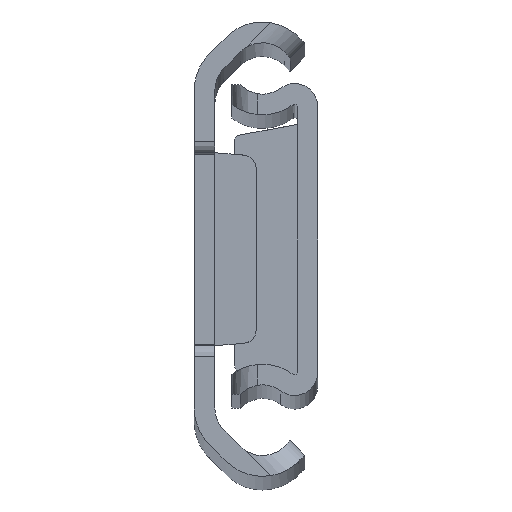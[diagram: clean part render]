
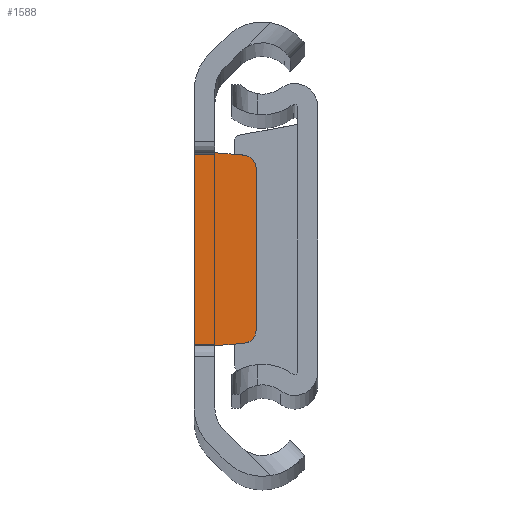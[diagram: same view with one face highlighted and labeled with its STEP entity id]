
A CAD part, top view. The second image highlights one B-rep face of the part: STEP entity #1588.
In plain terms, the highlighted planar face has unit normal (0, 0, 1).
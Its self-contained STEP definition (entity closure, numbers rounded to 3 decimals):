
#57 = DIRECTION ( 'NONE',  ( -1., 0., 0. ) ) ;
#81 = CARTESIAN_POINT ( 'NONE',  ( 3.884, 7.307, -2.2 ) ) ;
#137 = CARTESIAN_POINT ( 'NONE',  ( 0., -7.5, -2.2 ) ) ;
#187 = VERTEX_POINT ( 'NONE', #428 ) ;
#203 = EDGE_CURVE ( 'NONE', #1059, #5021, #2599, .T. ) ;
#243 = EDGE_CURVE ( 'NONE', #4654, #187, #3995, .T. ) ;
#280 = AXIS2_PLACEMENT_3D ( 'NONE', #4686, #764, #2746 ) ;
#422 = ORIENTED_EDGE ( 'NONE', *, *, #4951, .T. ) ;
#428 = CARTESIAN_POINT ( 'NONE',  ( 4.8, -6.311, -2.2 ) ) ;
#481 = LINE ( 'NONE', #2020, #679 ) ;
#668 = DIRECTION ( 'NONE',  ( 0., 1., 0. ) ) ;
#679 = VECTOR ( 'NONE', #57, 1000. ) ;
#733 = VECTOR ( 'NONE', #3662, 1000. ) ;
#764 = DIRECTION ( 'NONE',  ( 0., 0., 1. ) ) ;
#847 = CARTESIAN_POINT ( 'NONE',  ( 3.884, -7.307, -2.2 ) ) ;
#934 = CARTESIAN_POINT ( 'NONE',  ( 0., 7.5, -2.2 ) ) ;
#1059 = VERTEX_POINT ( 'NONE', #2596 ) ;
#1093 = DIRECTION ( 'NONE',  ( 0., -1., 0. ) ) ;
#1115 = VECTOR ( 'NONE', #3232, 1000. ) ;
#1120 = ORIENTED_EDGE ( 'NONE', *, *, #2116, .F. ) ;
#1154 = AXIS2_PLACEMENT_3D ( 'NONE', #4643, #2730, #3144 ) ;
#1490 = LINE ( 'NONE', #2992, #2476 ) ;
#1529 = CARTESIAN_POINT ( 'NONE',  ( 8.601, -7.5, -2.2 ) ) ;
#1581 = DIRECTION ( 'NONE',  ( -1., 0., 0. ) ) ;
#1588 = ADVANCED_FACE ( 'NONE', ( #4604 ), #3839, .T. ) ;
#1675 = CARTESIAN_POINT ( 'NONE',  ( 4.8, -7.23, -2.2 ) ) ;
#1836 = VECTOR ( 'NONE', #1916, 1000. ) ;
#1911 = ORIENTED_EDGE ( 'NONE', *, *, #3170, .F. ) ;
#1916 = DIRECTION ( 'NONE',  ( -0.996, 0.084, 0. ) ) ;
#2020 = CARTESIAN_POINT ( 'NONE',  ( 8.601, 7.5, -2.2 ) ) ;
#2056 = ORIENTED_EDGE ( 'NONE', *, *, #4991, .T. ) ;
#2116 = EDGE_CURVE ( 'NONE', #4669, #5004, #3169, .T. ) ;
#2257 = AXIS2_PLACEMENT_3D ( 'NONE', #4592, #2647, #1093 ) ;
#2288 = CARTESIAN_POINT ( 'NONE',  ( 1.6, 7.5, -2.2 ) ) ;
#2290 = EDGE_CURVE ( 'NONE', #3368, #5004, #481, .T. ) ;
#2387 = LINE ( 'NONE', #1529, #4927 ) ;
#2419 = CARTESIAN_POINT ( 'NONE',  ( 1.6, -7.5, -2.2 ) ) ;
#2476 = VECTOR ( 'NONE', #668, 1000. ) ;
#2491 = ORIENTED_EDGE ( 'NONE', *, *, #2290, .T. ) ;
#2596 = CARTESIAN_POINT ( 'NONE',  ( 4.8, 6.311, -2.2 ) ) ;
#2599 = CIRCLE ( 'NONE', #2257, 1. ) ;
#2647 = DIRECTION ( 'NONE',  ( 0., 0., 1. ) ) ;
#2730 = DIRECTION ( 'NONE',  ( 0., 0., 1. ) ) ;
#2746 = DIRECTION ( 'NONE',  ( 0., -1., 0. ) ) ;
#2992 = CARTESIAN_POINT ( 'NONE',  ( 4.8, 7.23, -2.2 ) ) ;
#3032 = LINE ( 'NONE', #2288, #1836 ) ;
#3144 = DIRECTION ( 'NONE',  ( 0., -1., 0. ) ) ;
#3169 = LINE ( 'NONE', #934, #733 ) ;
#3170 = EDGE_CURVE ( 'NONE', #5012, #4669, #2387, .T. ) ;
#3191 = ORIENTED_EDGE ( 'NONE', *, *, #203, .T. ) ;
#3232 = DIRECTION ( 'NONE',  ( 0.996, 0.084, 0. ) ) ;
#3368 = VERTEX_POINT ( 'NONE', #4058 ) ;
#3586 = CARTESIAN_POINT ( 'NONE',  ( 0., 7.5, -2.2 ) ) ;
#3662 = DIRECTION ( 'NONE',  ( 0., 1., 0. ) ) ;
#3839 = PLANE ( 'NONE',  #280 ) ;
#3983 = EDGE_CURVE ( 'NONE', #187, #1059, #1490, .T. ) ;
#3994 = ORIENTED_EDGE ( 'NONE', *, *, #3983, .T. ) ;
#3995 = CIRCLE ( 'NONE', #1154, 1. ) ;
#4016 = LINE ( 'NONE', #1675, #1115 ) ;
#4058 = CARTESIAN_POINT ( 'NONE',  ( 1.6, 7.5, -2.2 ) ) ;
#4578 = ORIENTED_EDGE ( 'NONE', *, *, #243, .T. ) ;
#4592 = CARTESIAN_POINT ( 'NONE',  ( 3.8, 6.311, -2.2 ) ) ;
#4604 = FACE_OUTER_BOUND ( 'NONE', #4940, .T. ) ;
#4643 = CARTESIAN_POINT ( 'NONE',  ( 3.8, -6.311, -2.2 ) ) ;
#4654 = VERTEX_POINT ( 'NONE', #847 ) ;
#4669 = VERTEX_POINT ( 'NONE', #137 ) ;
#4686 = CARTESIAN_POINT ( 'NONE',  ( 8.601, 7.5, -2.2 ) ) ;
#4927 = VECTOR ( 'NONE', #1581, 1000. ) ;
#4940 = EDGE_LOOP ( 'NONE', ( #2056, #4578, #3994, #3191, #422, #2491, #1120, #1911 ) ) ;
#4951 = EDGE_CURVE ( 'NONE', #5021, #3368, #3032, .T. ) ;
#4991 = EDGE_CURVE ( 'NONE', #5012, #4654, #4016, .T. ) ;
#5004 = VERTEX_POINT ( 'NONE', #3586 ) ;
#5012 = VERTEX_POINT ( 'NONE', #2419 ) ;
#5021 = VERTEX_POINT ( 'NONE', #81 ) ;
